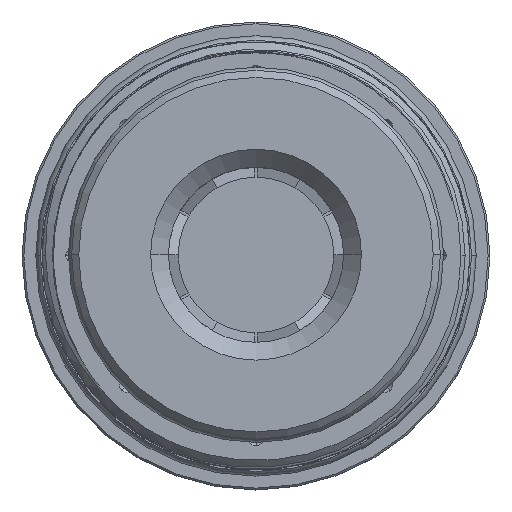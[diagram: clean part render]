
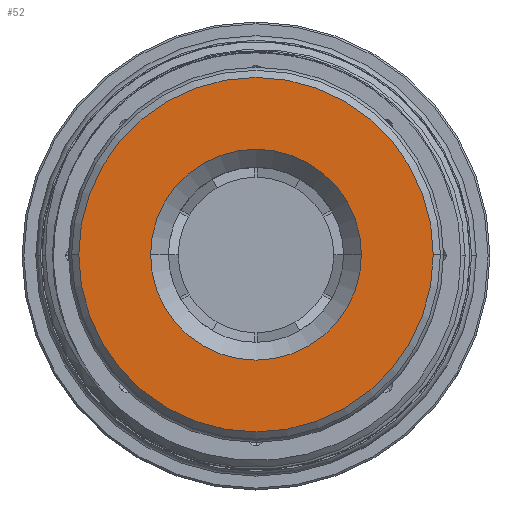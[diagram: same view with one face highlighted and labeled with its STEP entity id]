
A CAD part, top view. The second image highlights one B-rep face of the part: STEP entity #52.
In plain terms, the highlighted planar face has unit normal (0, 0, 1).
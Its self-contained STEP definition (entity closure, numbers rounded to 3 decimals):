
#52 = ADVANCED_FACE ( 'NONE', ( #4143, #4148 ), #6208, .T. ) ;
#516 = AXIS2_PLACEMENT_3D ( 'NONE', #11536, #11537, #11538 ) ;
#689 = AXIS2_PLACEMENT_3D ( 'NONE', #13151, #13152, #13153 ) ;
#690 = AXIS2_PLACEMENT_3D ( 'NONE', #13143, #13144, #13145 ) ;
#781 = AXIS2_PLACEMENT_3D ( 'NONE', #11539, #11540, #11541 ) ;
#2041 = VERTEX_POINT ( 'NONE', #10309 ) ;
#2168 = VERTEX_POINT ( 'NONE', #10436 ) ;
#2169 = VERTEX_POINT ( 'NONE', #10437 ) ;
#2231 = VERTEX_POINT ( 'NONE', #10499 ) ;
#2705 = EDGE_LOOP ( 'NONE', ( #3770, #3771 ) ) ;
#2761 = EDGE_LOOP ( 'NONE', ( #3768, #3769 ) ) ;
#3768 = ORIENTED_EDGE ( 'NONE', *, *, #17927, .T. ) ;
#3769 = ORIENTED_EDGE ( 'NONE', *, *, #17559, .T. ) ;
#3770 = ORIENTED_EDGE ( 'NONE', *, *, #17560, .T. ) ;
#3771 = ORIENTED_EDGE ( 'NONE', *, *, #17923, .T. ) ;
#4143 = FACE_BOUND ( 'NONE', #2761, .T. ) ;
#4148 = FACE_OUTER_BOUND ( 'NONE', #2705, .T. ) ;
#6202 = CARTESIAN_POINT ( 'NONE',  ( 20.64, 0., 85.95 ) ) ;
#6208 = PLANE ( 'NONE',  #18524 ) ;
#6210 = DIRECTION ( 'NONE',  ( 0., 0., 1. ) ) ;
#6211 = DIRECTION ( 'NONE',  ( 1., 0., 0. ) ) ;
#7841 = CIRCLE ( 'NONE', #781, 19.84 ) ;
#7847 = CIRCLE ( 'NONE', #516, 11.8 ) ;
#8338 = CIRCLE ( 'NONE', #690, 19.84 ) ;
#8345 = CIRCLE ( 'NONE', #689, 11.8 ) ;
#10309 = CARTESIAN_POINT ( 'NONE',  ( -11.8, 0., 85.95 ) ) ;
#10436 = CARTESIAN_POINT ( 'NONE',  ( 11.8, 0., 85.95 ) ) ;
#10437 = CARTESIAN_POINT ( 'NONE',  ( 19.84, 0., 85.95 ) ) ;
#10499 = CARTESIAN_POINT ( 'NONE',  ( -19.84, 0., 85.95 ) ) ;
#11536 = CARTESIAN_POINT ( 'NONE',  ( 0., 0., 85.95 ) ) ;
#11537 = DIRECTION ( 'NONE',  ( 0., 0., -1. ) ) ;
#11538 = DIRECTION ( 'NONE',  ( 1., 0., 0. ) ) ;
#11539 = CARTESIAN_POINT ( 'NONE',  ( 0., 0., 85.95 ) ) ;
#11540 = DIRECTION ( 'NONE',  ( 0., 0., 1. ) ) ;
#11541 = DIRECTION ( 'NONE',  ( 1., 0., 0. ) ) ;
#13143 = CARTESIAN_POINT ( 'NONE',  ( 0., 0., 85.95 ) ) ;
#13144 = DIRECTION ( 'NONE',  ( 0., 0., 1. ) ) ;
#13145 = DIRECTION ( 'NONE',  ( 1., 0., 0. ) ) ;
#13151 = CARTESIAN_POINT ( 'NONE',  ( 0., 0., 85.95 ) ) ;
#13152 = DIRECTION ( 'NONE',  ( 0., 0., -1. ) ) ;
#13153 = DIRECTION ( 'NONE',  ( 1., 0., 0. ) ) ;
#17559 = EDGE_CURVE ( 'NONE', #2041, #2168, #7847, .T. ) ;
#17560 = EDGE_CURVE ( 'NONE', #2231, #2169, #7841, .T. ) ;
#17923 = EDGE_CURVE ( 'NONE', #2169, #2231, #8338, .T. ) ;
#17927 = EDGE_CURVE ( 'NONE', #2168, #2041, #8345, .T. ) ;
#18524 = AXIS2_PLACEMENT_3D ( 'NONE', #6202, #6210, #6211 ) ;
